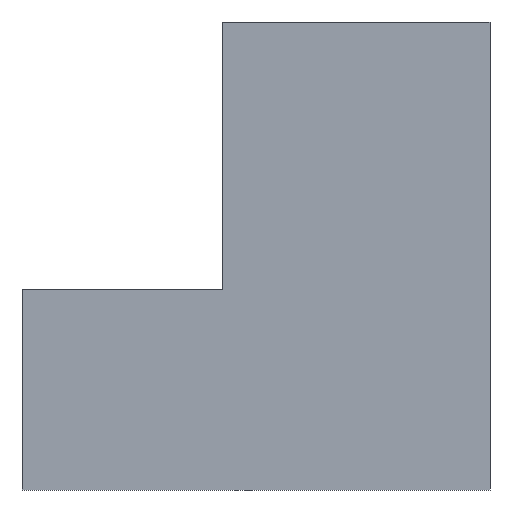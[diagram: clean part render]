
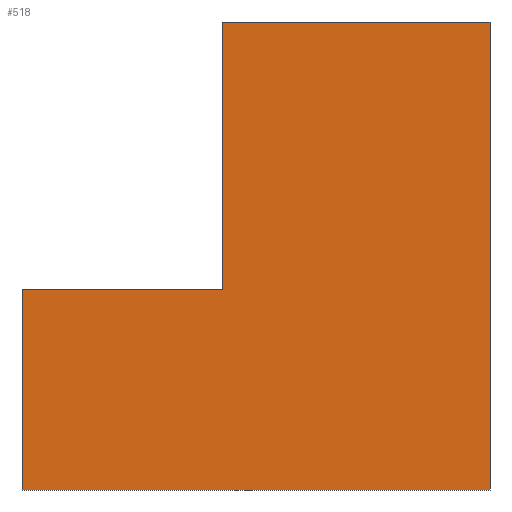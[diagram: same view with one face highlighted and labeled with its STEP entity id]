
A CAD part, left-side view. The second image highlights one B-rep face of the part: STEP entity #518.
In plain terms, the highlighted planar face has unit normal (-1, 0, 0).
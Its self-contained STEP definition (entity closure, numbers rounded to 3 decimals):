
#7 = VECTOR ( 'NONE', #353, 1000. ) ;
#12 = EDGE_CURVE ( 'NONE', #246, #262, #391, .T. ) ;
#22 = VERTEX_POINT ( 'NONE', #296 ) ;
#30 = VECTOR ( 'NONE', #545, 1000. ) ;
#42 = DIRECTION ( 'NONE',  ( 0., -1., 0. ) ) ;
#62 = VECTOR ( 'NONE', #310, 1000. ) ;
#94 = CARTESIAN_POINT ( 'NONE',  ( 0., 20., 0. ) ) ;
#101 = CARTESIAN_POINT ( 'NONE',  ( 0., 0., -35. ) ) ;
#131 = EDGE_CURVE ( 'NONE', #505, #543, #139, .T. ) ;
#139 = LINE ( 'NONE', #94, #369 ) ;
#144 = VECTOR ( 'NONE', #188, 1000. ) ;
#161 = CARTESIAN_POINT ( 'NONE',  ( 0., 0., -35. ) ) ;
#186 = VECTOR ( 'NONE', #297, 1000. ) ;
#188 = DIRECTION ( 'NONE',  ( 0., -1., 0. ) ) ;
#201 = CARTESIAN_POINT ( 'NONE',  ( 0., 20., -35. ) ) ;
#210 = CARTESIAN_POINT ( 'NONE',  ( 0., 0., 0. ) ) ;
#211 = ORIENTED_EDGE ( 'NONE', *, *, #12, .T. ) ;
#241 = AXIS2_PLACEMENT_3D ( 'NONE', #201, #498, #441 ) ;
#246 = VERTEX_POINT ( 'NONE', #443 ) ;
#252 = CARTESIAN_POINT ( 'NONE',  ( 0., 20., -20. ) ) ;
#254 = VERTEX_POINT ( 'NONE', #252 ) ;
#262 = VERTEX_POINT ( 'NONE', #161 ) ;
#267 = EDGE_CURVE ( 'NONE', #22, #254, #407, .T. ) ;
#269 = ORIENTED_EDGE ( 'NONE', *, *, #131, .F. ) ;
#276 = EDGE_CURVE ( 'NONE', #246, #22, #631, .T. ) ;
#289 = PLANE ( 'NONE',  #241 ) ;
#294 = EDGE_CURVE ( 'NONE', #262, #543, #501, .T. ) ;
#296 = CARTESIAN_POINT ( 'NONE',  ( 0., 35., -20. ) ) ;
#297 = DIRECTION ( 'NONE',  ( 0., 0., 1. ) ) ;
#310 = DIRECTION ( 'NONE',  ( 0., -1., 0. ) ) ;
#352 = CARTESIAN_POINT ( 'NONE',  ( 0., 35., -35. ) ) ;
#353 = DIRECTION ( 'NONE',  ( 0., 0., 1. ) ) ;
#361 = ORIENTED_EDGE ( 'NONE', *, *, #267, .F. ) ;
#369 = VECTOR ( 'NONE', #42, 1000. ) ;
#391 = LINE ( 'NONE', #483, #144 ) ;
#396 = ORIENTED_EDGE ( 'NONE', *, *, #276, .F. ) ;
#407 = LINE ( 'NONE', #551, #62 ) ;
#441 = DIRECTION ( 'NONE',  ( 0., 0., -1. ) ) ;
#443 = CARTESIAN_POINT ( 'NONE',  ( 0., 35., -35. ) ) ;
#473 = ORIENTED_EDGE ( 'NONE', *, *, #544, .F. ) ;
#483 = CARTESIAN_POINT ( 'NONE',  ( 0., 20., -35. ) ) ;
#487 = CARTESIAN_POINT ( 'NONE',  ( 0., 20., -35. ) ) ;
#498 = DIRECTION ( 'NONE',  ( 1., 0., 0. ) ) ;
#501 = LINE ( 'NONE', #101, #186 ) ;
#505 = VERTEX_POINT ( 'NONE', #622 ) ;
#518 = ADVANCED_FACE ( 'NONE', ( #528 ), #289, .F. ) ;
#522 = ORIENTED_EDGE ( 'NONE', *, *, #294, .T. ) ;
#528 = FACE_OUTER_BOUND ( 'NONE', #552, .T. ) ;
#543 = VERTEX_POINT ( 'NONE', #210 ) ;
#544 = EDGE_CURVE ( 'NONE', #254, #505, #546, .T. ) ;
#545 = DIRECTION ( 'NONE',  ( 0., 0., 1. ) ) ;
#546 = LINE ( 'NONE', #487, #7 ) ;
#551 = CARTESIAN_POINT ( 'NONE',  ( 0., 35., -20. ) ) ;
#552 = EDGE_LOOP ( 'NONE', ( #522, #269, #473, #361, #396, #211 ) ) ;
#622 = CARTESIAN_POINT ( 'NONE',  ( 0., 20., 0. ) ) ;
#631 = LINE ( 'NONE', #352, #30 ) ;
